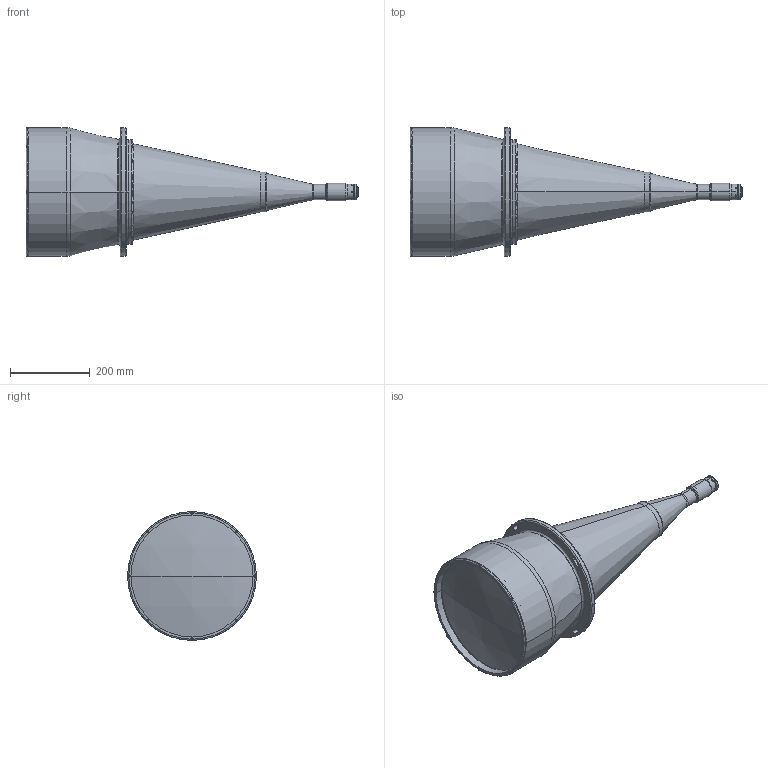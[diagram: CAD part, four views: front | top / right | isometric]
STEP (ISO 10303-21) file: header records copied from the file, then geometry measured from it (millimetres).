
FILE_DESCRIPTION (( 'STEP AP203' ), '1' );
FILE_NAME ('DP71453_TC4MHR240-C.step', '2021-10-06T10:42:04', ( '' ), ( '' ), 'SwSTEP 2.0', 'SolidWorks 2021', '' );
FILE_SCHEMA (( 'CONFIG_CONTROL_DESIGN' ));
Length unit declared in the file: millimetre
Products named in the file (1): DP71453_TC4MHR240-C
Bounding box: 830.78 x 322 x 322 mm (x, y, z)
Surface area: 714234.2 mm2 (no closed solid volume)
Topology: 0 solids, 32 shells, 311 faces, 989 edges, 698 vertices
Faces by surface type: cylinder 121, plane 103, torus 57, cone 22, bspline 6, sphere 2
Entity records: 12359 total; most frequent: CARTESIAN_POINT 3367, DIRECTION 2020, ORIENTED_EDGE 1587, EDGE_CURVE 989, AXIS2_PLACEMENT_3D 809, VERTEX_POINT 698, CIRCLE 503, LINE 402
